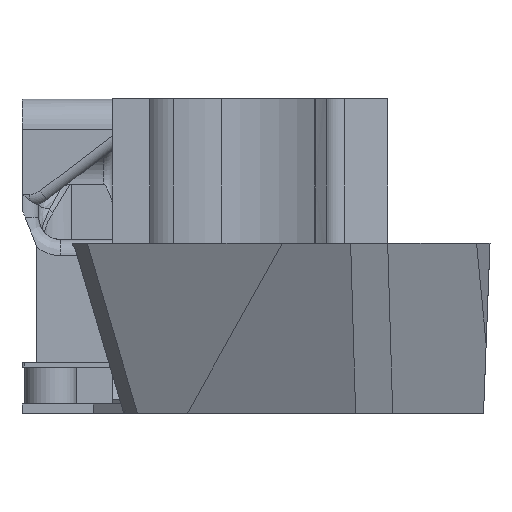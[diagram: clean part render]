
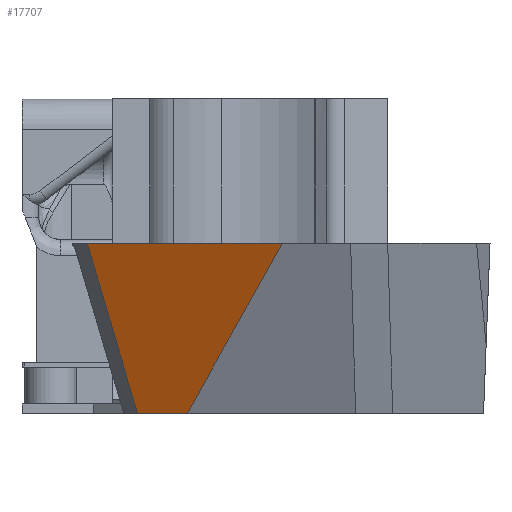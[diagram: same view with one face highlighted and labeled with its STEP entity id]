
A CAD part, left-side view. The second image highlights one B-rep face of the part: STEP entity #17707.
In plain terms, the highlighted planar face has unit normal (-0.918, 0.162, -0.362).
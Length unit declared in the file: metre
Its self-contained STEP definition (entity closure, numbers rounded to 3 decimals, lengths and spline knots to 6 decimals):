
#652=PLANE('',#19421);
#2781=LINE('',#30768,#4534);
#2785=LINE('',#30776,#4538);
#2786=LINE('',#30778,#4539);
#2787=LINE('',#30780,#4540);
#4534=VECTOR('',#23742,1.);
#4538=VECTOR('',#23748,1.);
#4539=VECTOR('',#23749,1.);
#4540=VECTOR('',#23750,1.);
#8987=ORIENTED_EDGE('',*,*,#12078,.T.);
#8988=ORIENTED_EDGE('',*,*,#12082,.T.);
#8989=ORIENTED_EDGE('',*,*,#12083,.T.);
#8990=ORIENTED_EDGE('',*,*,#12084,.F.);
#12078=EDGE_CURVE('',#13911,#13910,#2781,.T.);
#12082=EDGE_CURVE('',#13910,#13914,#2785,.T.);
#12083=EDGE_CURVE('',#13914,#13915,#2786,.T.);
#12084=EDGE_CURVE('',#13911,#13915,#2787,.T.);
#13910=VERTEX_POINT('',#30767);
#13911=VERTEX_POINT('',#30769);
#13914=VERTEX_POINT('',#30777);
#13915=VERTEX_POINT('',#30779);
#15290=EDGE_LOOP('',(#8987,#8988,#8989,#8990));
#16474=FACE_BOUND('',#15290,.T.);
#17707=ADVANCED_FACE('',(#16474),#652,.T.);
#19421=AXIS2_PLACEMENT_3D('',#30775,#23746,#23747);
#23742=DIRECTION('',(0.312,-0.269,-0.911));
#23746=DIRECTION('',(-0.918,0.162,-0.362));
#23747=DIRECTION('',(-0.151,-0.987,-0.059));
#23748=DIRECTION('',(-0.174,-0.985,0.));
#23749=DIRECTION('',(-0.395,-0.448,0.802));
#23750=DIRECTION('',(-0.174,-0.985,0.));
#30767=CARTESIAN_POINT('',(-0.017075,0.021104,0.002));
#30768=CARTESIAN_POINT('',(-0.020331,0.023917,0.011511));
#30769=CARTESIAN_POINT('',(-0.024948,0.027906,0.025));
#30775=CARTESIAN_POINT('',(-0.02445,0.007968,0.014818));
#30776=CARTESIAN_POINT('',(-0.019546,0.007102,0.002));
#30777=CARTESIAN_POINT('',(-0.018268,0.014346,0.002));
#30778=CARTESIAN_POINT('',(-0.024428,0.007364,0.014492));
#30779=CARTESIAN_POINT('',(-0.02961,0.001491,0.025));
#30780=CARTESIAN_POINT('',(-0.028187,0.009555,0.025));
